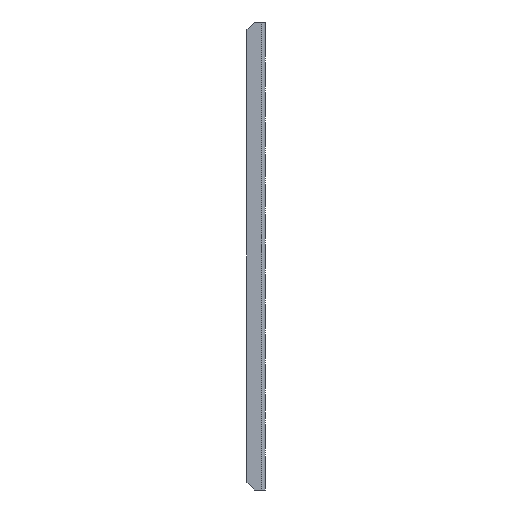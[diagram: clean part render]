
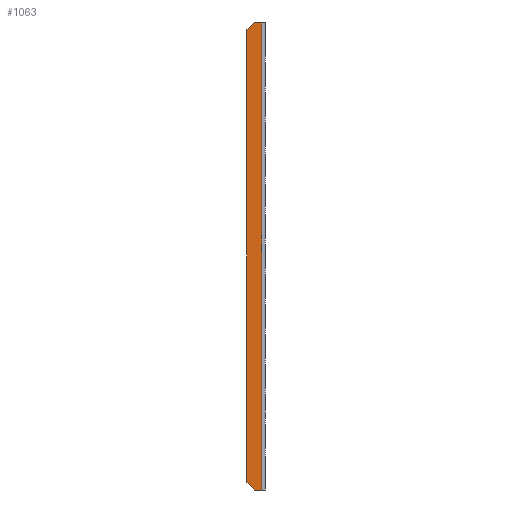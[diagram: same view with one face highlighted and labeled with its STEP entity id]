
A CAD part, front view. The second image highlights one B-rep face of the part: STEP entity #1063.
In plain terms, the highlighted planar face has unit normal (0, -1, 0).
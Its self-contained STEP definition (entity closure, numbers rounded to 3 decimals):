
#102 = EDGE_CURVE ( 'NONE', #585, #2257, #281, .T. ) ;
#184 = LINE ( 'NONE', #4042, #898 ) ;
#281 = LINE ( 'NONE', #3365, #2504 ) ;
#321 = VECTOR ( 'NONE', #4381, 1000. ) ;
#410 = CARTESIAN_POINT ( 'NONE',  ( 9.8, -50., 0. ) ) ;
#459 = ORIENTED_EDGE ( 'NONE', *, *, #4895, .T. ) ;
#473 = ORIENTED_EDGE ( 'NONE', *, *, #102, .T. ) ;
#585 = VERTEX_POINT ( 'NONE', #4066 ) ;
#652 = DIRECTION ( 'NONE',  ( -1., 0., 0. ) ) ;
#786 = CARTESIAN_POINT ( 'NONE',  ( 5., -50., 0. ) ) ;
#822 = VERTEX_POINT ( 'NONE', #3133 ) ;
#898 = VECTOR ( 'NONE', #1745, 1000. ) ;
#994 = VERTEX_POINT ( 'NONE', #410 ) ;
#1061 = CARTESIAN_POINT ( 'NONE',  ( 12., -50., 310. ) ) ;
#1063 = ADVANCED_FACE ( 'NONE', ( #1482 ), #4179, .T. ) ;
#1207 = CARTESIAN_POINT ( 'NONE',  ( 0., -50., 310. ) ) ;
#1284 = CARTESIAN_POINT ( 'NONE',  ( 8.5, -50., 313.5 ) ) ;
#1411 = ORIENTED_EDGE ( 'NONE', *, *, #3441, .F. ) ;
#1482 = FACE_OUTER_BOUND ( 'NONE', #2996, .T. ) ;
#1489 = ORIENTED_EDGE ( 'NONE', *, *, #3432, .F. ) ;
#1525 = AXIS2_PLACEMENT_3D ( 'NONE', #1061, #2561, #2587 ) ;
#1745 = DIRECTION ( 'NONE',  ( 0., 0., -1. ) ) ;
#1772 = CARTESIAN_POINT ( 'NONE',  ( 0., -50., 305. ) ) ;
#1833 = DIRECTION ( 'NONE',  ( 0.707, 0., -0.707 ) ) ;
#1861 = LINE ( 'NONE', #4437, #3113 ) ;
#1983 = CARTESIAN_POINT ( 'NONE',  ( 5., -50., 310. ) ) ;
#2257 = VERTEX_POINT ( 'NONE', #1983 ) ;
#2420 = ORIENTED_EDGE ( 'NONE', *, *, #2740, .T. ) ;
#2504 = VECTOR ( 'NONE', #652, 1000. ) ;
#2552 = VECTOR ( 'NONE', #4747, 1000. ) ;
#2561 = DIRECTION ( 'NONE',  ( 0., -1., 0. ) ) ;
#2584 = VERTEX_POINT ( 'NONE', #786 ) ;
#2587 = DIRECTION ( 'NONE',  ( 0., 0., -1. ) ) ;
#2740 = EDGE_CURVE ( 'NONE', #2257, #3449, #3541, .T. ) ;
#2996 = EDGE_LOOP ( 'NONE', ( #473, #2420, #3122, #459, #1411, #1489 ) ) ;
#3113 = VECTOR ( 'NONE', #1833, 1000. ) ;
#3122 = ORIENTED_EDGE ( 'NONE', *, *, #4434, .T. ) ;
#3133 = CARTESIAN_POINT ( 'NONE',  ( 0., -50., 5. ) ) ;
#3259 = DIRECTION ( 'NONE',  ( 0., 0., -1. ) ) ;
#3365 = CARTESIAN_POINT ( 'NONE',  ( 12., -50., 310. ) ) ;
#3432 = EDGE_CURVE ( 'NONE', #585, #994, #184, .T. ) ;
#3441 = EDGE_CURVE ( 'NONE', #994, #2584, #3997, .T. ) ;
#3449 = VERTEX_POINT ( 'NONE', #1772 ) ;
#3541 = LINE ( 'NONE', #1284, #321 ) ;
#3583 = LINE ( 'NONE', #1207, #3813 ) ;
#3813 = VECTOR ( 'NONE', #3259, 1000. ) ;
#3997 = LINE ( 'NONE', #4723, #2552 ) ;
#4042 = CARTESIAN_POINT ( 'NONE',  ( 9.8, -50., 310. ) ) ;
#4066 = CARTESIAN_POINT ( 'NONE',  ( 9.8, -50., 310. ) ) ;
#4179 = PLANE ( 'NONE',  #1525 ) ;
#4381 = DIRECTION ( 'NONE',  ( -0.707, 0., -0.707 ) ) ;
#4434 = EDGE_CURVE ( 'NONE', #3449, #822, #3583, .T. ) ;
#4437 = CARTESIAN_POINT ( 'NONE',  ( -146.5, -50., 151.5 ) ) ;
#4723 = CARTESIAN_POINT ( 'NONE',  ( 12., -50., 0. ) ) ;
#4747 = DIRECTION ( 'NONE',  ( -1., 0., 0. ) ) ;
#4895 = EDGE_CURVE ( 'NONE', #822, #2584, #1861, .T. ) ;
